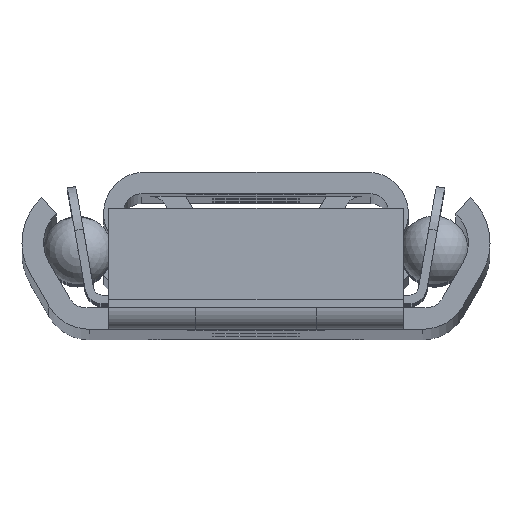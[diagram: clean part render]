
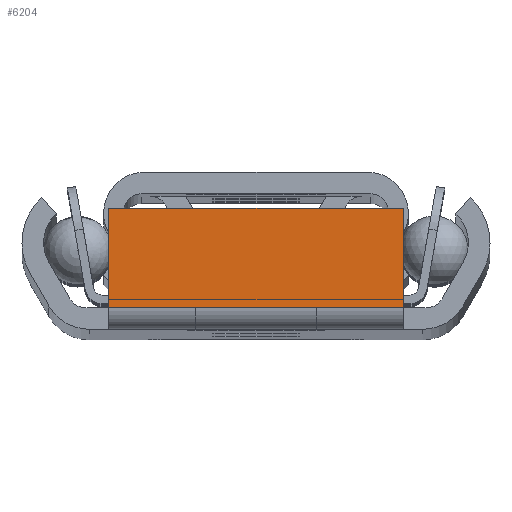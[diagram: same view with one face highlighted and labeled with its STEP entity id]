
A CAD part, top view. The second image highlights one B-rep face of the part: STEP entity #6204.
In plain terms, the highlighted face is planar.
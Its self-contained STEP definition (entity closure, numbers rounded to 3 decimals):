
#246=LINE('',#9339,#873);
#248=LINE('',#9344,#875);
#250=LINE('',#9348,#877);
#251=LINE('',#9349,#878);
#873=VECTOR('',#7413,5.75);
#875=VECTOR('',#7417,17.);
#877=VECTOR('',#7421,5.75);
#878=VECTOR('',#7422,17.);
#1443=PLANE('',#6590);
#1738=FACE_OUTER_BOUND('',#2080,.T.);
#2080=EDGE_LOOP('',(#4451,#4452,#4453,#4454));
#2760=VERTEX_POINT('',#9331);
#2763=VERTEX_POINT('',#9337);
#2765=VERTEX_POINT('',#9342);
#2766=VERTEX_POINT('',#9347);
#3421=EDGE_CURVE('',#2760,#2763,#246,.T.);
#3423=EDGE_CURVE('',#2763,#2765,#248,.T.);
#3425=EDGE_CURVE('',#2765,#2766,#250,.T.);
#3426=EDGE_CURVE('',#2760,#2766,#251,.T.);
#4451=ORIENTED_EDGE('',*,*,#3425,.T.);
#4452=ORIENTED_EDGE('',*,*,#3426,.F.);
#4453=ORIENTED_EDGE('',*,*,#3421,.T.);
#4454=ORIENTED_EDGE('',*,*,#3423,.T.);
#6204=ADVANCED_FACE('',(#1738),#1443,.T.);
#6590=AXIS2_PLACEMENT_3D('',#9346,#7419,#7420);
#7413=DIRECTION('',(0.,1.,0.));
#7417=DIRECTION('',(1.,0.,0.));
#7419=DIRECTION('center_axis',(0.,0.,-1.));
#7420=DIRECTION('ref_axis',(-1.,0.,0.));
#7421=DIRECTION('',(0.,-1.,0.));
#7422=DIRECTION('',(1.,0.,0.));
#9331=CARTESIAN_POINT('',(-8.5,1.25,-349.25));
#9337=CARTESIAN_POINT('',(-8.5,7.,-349.25));
#9339=CARTESIAN_POINT('',(-8.5,1.25,-349.25));
#9342=CARTESIAN_POINT('',(8.5,7.,-349.25));
#9344=CARTESIAN_POINT('',(0.,7.,-349.25));
#9346=CARTESIAN_POINT('Origin',(0.,7.,-349.25));
#9347=CARTESIAN_POINT('',(8.5,1.25,-349.25));
#9348=CARTESIAN_POINT('',(8.5,1.25,-349.25));
#9349=CARTESIAN_POINT('',(0.,1.25,-349.25));
